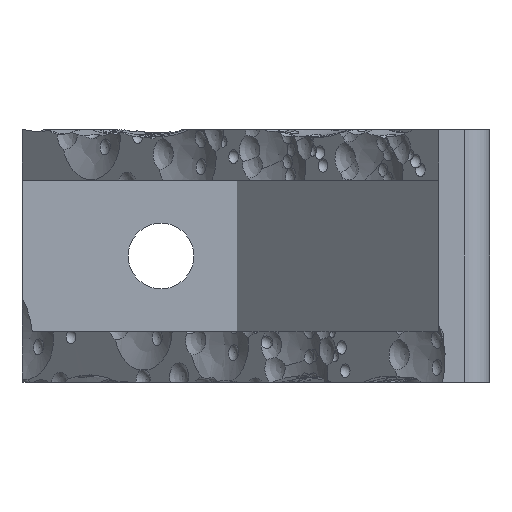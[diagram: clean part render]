
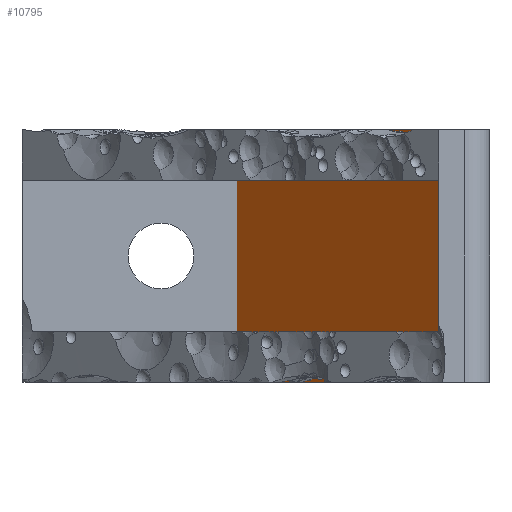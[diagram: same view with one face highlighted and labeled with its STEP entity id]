
A CAD part, left-side view. The second image highlights one B-rep face of the part: STEP entity #10795.
In plain terms, the highlighted planar face has unit normal (-0.707, 0.707, 0).
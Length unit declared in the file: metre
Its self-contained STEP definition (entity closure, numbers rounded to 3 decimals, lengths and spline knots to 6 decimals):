
#5152=ORIENTED_EDGE('',*,*,#6820,.T.);
#5153=ORIENTED_EDGE('',*,*,#6816,.F.);
#5154=ORIENTED_EDGE('',*,*,#6821,.F.);
#5155=ORIENTED_EDGE('',*,*,#6818,.T.);
#6816=EDGE_CURVE('',#7951,#7949,#8260,.T.);
#6818=EDGE_CURVE('',#7953,#7952,#8262,.T.);
#6820=EDGE_CURVE('',#7952,#7949,#8264,.T.);
#6821=EDGE_CURVE('',#7953,#7951,#8265,.T.);
#7949=VERTEX_POINT('',#20523);
#7951=VERTEX_POINT('',#20527);
#7952=VERTEX_POINT('',#20531);
#7953=VERTEX_POINT('',#20533);
#8260=LINE('',#20528,#8572);
#8262=LINE('',#20532,#8574);
#8264=LINE('',#20536,#8576);
#8265=LINE('',#20537,#8577);
#8572=VECTOR('',#16910,1.);
#8574=VECTOR('',#16914,1.);
#8576=VECTOR('',#16918,1.);
#8577=VECTOR('',#16919,1.);
#9299=EDGE_LOOP('',(#5152,#5153,#5154,#5155));
#10023=FACE_BOUND('',#9299,.T.);
#10169=PLANE('',#12749);
#10795=ADVANCED_FACE('',(#10023),#10169,.F.);
#12749=AXIS2_PLACEMENT_3D('',#20535,#16916,#16917);
#16910=DIRECTION('',(0.,0.,-1.));
#16914=DIRECTION('',(0.,0.,-1.));
#16916=DIRECTION('',(0.707,-0.707,0.));
#16917=DIRECTION('',(0.707,0.707,0.));
#16918=DIRECTION('',(-0.707,-0.707,0.));
#16919=DIRECTION('',(-0.707,-0.707,0.));
#20523=CARTESIAN_POINT('',(-0.02,0.,0.));
#20527=CARTESIAN_POINT('',(-0.02,0.,0.02));
#20528=CARTESIAN_POINT('',(-0.02,0.,0.02));
#20531=CARTESIAN_POINT('',(0.,0.02,0.));
#20532=CARTESIAN_POINT('',(0.,0.02,0.02));
#20533=CARTESIAN_POINT('',(0.,0.02,0.02));
#20535=CARTESIAN_POINT('',(-0.01,0.01,0.02));
#20536=CARTESIAN_POINT('',(-0.01,0.01,0.));
#20537=CARTESIAN_POINT('',(-0.01,0.01,0.02));
